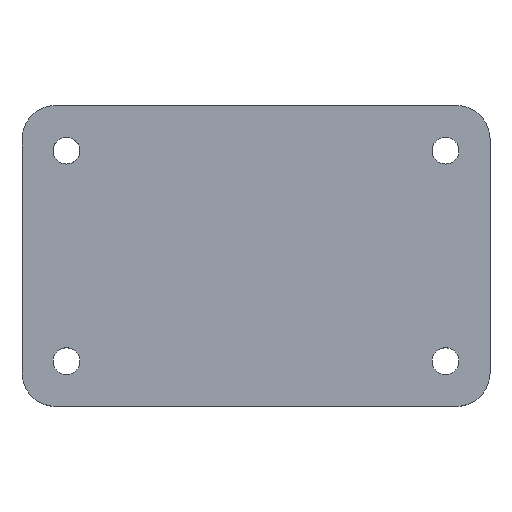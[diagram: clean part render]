
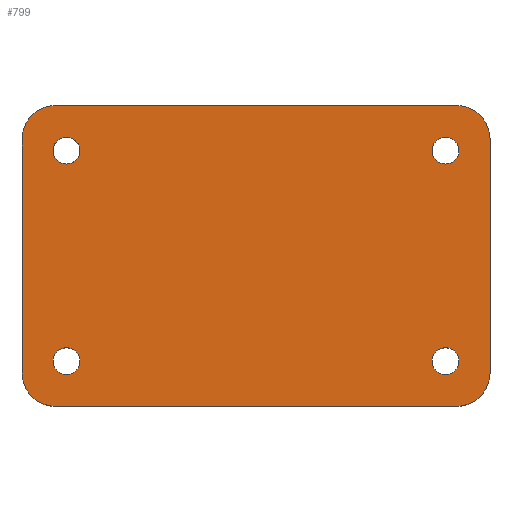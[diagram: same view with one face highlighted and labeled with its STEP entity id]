
A CAD part, top view. The second image highlights one B-rep face of the part: STEP entity #799.
In plain terms, the highlighted planar face has unit normal (0, 0, 1).
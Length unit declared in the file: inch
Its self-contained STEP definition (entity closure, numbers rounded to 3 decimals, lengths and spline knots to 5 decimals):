
#25=FACE_BOUND('',#286,.T.);
#26=FACE_BOUND('',#287,.T.);
#27=FACE_BOUND('',#288,.T.);
#28=FACE_BOUND('',#289,.T.);
#43=PLANE('',#903);
#87=LINE('',#1327,#145);
#91=LINE('',#1337,#149);
#94=LINE('',#1345,#152);
#97=LINE('',#1354,#155);
#145=VECTOR('',#1052,0.3937);
#149=VECTOR('',#1062,0.3937);
#152=VECTOR('',#1071,0.3937);
#155=VECTOR('',#1084,0.3937);
#235=FACE_OUTER_BOUND('',#285,.T.);
#285=EDGE_LOOP('',(#707,#708,#709,#710,#711,#712,#713,#714));
#286=EDGE_LOOP('',(#715));
#287=EDGE_LOOP('',(#716));
#288=EDGE_LOOP('',(#717));
#289=EDGE_LOOP('',(#718));
#313=CIRCLE('',#875,0.25);
#314=CIRCLE('',#878,0.25);
#315=CIRCLE('',#881,0.25);
#316=CIRCLE('',#883,0.25);
#321=CIRCLE('',#896,0.1005);
#322=CIRCLE('',#898,0.1005);
#323=CIRCLE('',#900,0.1005);
#324=CIRCLE('',#902,0.1005);
#379=VERTEX_POINT('',#1324);
#380=VERTEX_POINT('',#1326);
#381=VERTEX_POINT('',#1330);
#382=VERTEX_POINT('',#1331);
#383=VERTEX_POINT('',#1336);
#384=VERTEX_POINT('',#1340);
#385=VERTEX_POINT('',#1344);
#386=VERTEX_POINT('',#1350);
#391=VERTEX_POINT('',#1375);
#392=VERTEX_POINT('',#1379);
#393=VERTEX_POINT('',#1383);
#394=VERTEX_POINT('',#1387);
#471=EDGE_CURVE('',#380,#379,#87,.T.);
#473=EDGE_CURVE('',#381,#382,#313,.T.);
#476=EDGE_CURVE('',#382,#383,#91,.T.);
#478=EDGE_CURVE('',#383,#384,#314,.T.);
#480=EDGE_CURVE('',#384,#385,#94,.T.);
#482=EDGE_CURVE('',#385,#380,#315,.T.);
#483=EDGE_CURVE('',#379,#386,#316,.T.);
#485=EDGE_CURVE('',#386,#381,#97,.T.);
#496=EDGE_CURVE('',#391,#391,#321,.T.);
#498=EDGE_CURVE('',#392,#392,#322,.T.);
#500=EDGE_CURVE('',#393,#393,#323,.T.);
#502=EDGE_CURVE('',#394,#394,#324,.T.);
#707=ORIENTED_EDGE('',*,*,#485,.T.);
#708=ORIENTED_EDGE('',*,*,#473,.T.);
#709=ORIENTED_EDGE('',*,*,#476,.T.);
#710=ORIENTED_EDGE('',*,*,#478,.T.);
#711=ORIENTED_EDGE('',*,*,#480,.T.);
#712=ORIENTED_EDGE('',*,*,#482,.T.);
#713=ORIENTED_EDGE('',*,*,#471,.T.);
#714=ORIENTED_EDGE('',*,*,#483,.T.);
#715=ORIENTED_EDGE('',*,*,#502,.T.);
#716=ORIENTED_EDGE('',*,*,#500,.T.);
#717=ORIENTED_EDGE('',*,*,#498,.T.);
#718=ORIENTED_EDGE('',*,*,#496,.T.);
#799=ADVANCED_FACE('',(#235,#25,#26,#27,#28),#43,.T.);
#875=AXIS2_PLACEMENT_3D('',#1332,#1056,#1057);
#878=AXIS2_PLACEMENT_3D('',#1341,#1066,#1067);
#881=AXIS2_PLACEMENT_3D('',#1348,#1075,#1076);
#883=AXIS2_PLACEMENT_3D('',#1351,#1079,#1080);
#896=AXIS2_PLACEMENT_3D('',#1377,#1113,#1114);
#898=AXIS2_PLACEMENT_3D('',#1381,#1118,#1119);
#900=AXIS2_PLACEMENT_3D('',#1385,#1123,#1124);
#902=AXIS2_PLACEMENT_3D('',#1389,#1128,#1129);
#903=AXIS2_PLACEMENT_3D('',#1390,#1130,#1131);
#1052=DIRECTION('',(0.,1.,0.));
#1056=DIRECTION('center_axis',(0.,0.,1.));
#1057=DIRECTION('ref_axis',(0.,1.,0.));
#1062=DIRECTION('',(0.,-1.,0.));
#1066=DIRECTION('center_axis',(0.,0.,1.));
#1067=DIRECTION('ref_axis',(-1.,0.,0.));
#1071=DIRECTION('',(1.,0.,0.));
#1075=DIRECTION('center_axis',(0.,0.,1.));
#1076=DIRECTION('ref_axis',(0.,-1.,0.));
#1079=DIRECTION('center_axis',(0.,0.,1.));
#1080=DIRECTION('ref_axis',(1.,0.,0.));
#1084=DIRECTION('',(-1.,0.,0.));
#1113=DIRECTION('center_axis',(0.,0.,-1.));
#1114=DIRECTION('ref_axis',(-1.,0.,0.));
#1118=DIRECTION('center_axis',(0.,0.,-1.));
#1119=DIRECTION('ref_axis',(-1.,0.,0.));
#1123=DIRECTION('center_axis',(0.,0.,-1.));
#1124=DIRECTION('ref_axis',(-1.,0.,0.));
#1128=DIRECTION('center_axis',(0.,0.,-1.));
#1129=DIRECTION('ref_axis',(-1.,0.,0.));
#1130=DIRECTION('center_axis',(0.,0.,1.));
#1131=DIRECTION('ref_axis',(1.,0.,0.));
#1324=CARTESIAN_POINT('',(1.74987,0.87479,0.));
#1326=CARTESIAN_POINT('',(1.74987,-0.87521,0.));
#1327=CARTESIAN_POINT('',(1.74987,-0.87521,0.));
#1330=CARTESIAN_POINT('',(-1.50013,1.12479,0.));
#1331=CARTESIAN_POINT('',(-1.75013,0.87479,0.));
#1332=CARTESIAN_POINT('Origin',(-1.50013,0.87479,0.));
#1336=CARTESIAN_POINT('',(-1.75013,-0.87521,0.));
#1337=CARTESIAN_POINT('',(-1.75013,0.87479,0.));
#1340=CARTESIAN_POINT('',(-1.50013,-1.12521,0.));
#1341=CARTESIAN_POINT('Origin',(-1.50013,-0.87521,0.));
#1344=CARTESIAN_POINT('',(1.49987,-1.12521,0.));
#1345=CARTESIAN_POINT('',(-1.50013,-1.12521,0.));
#1348=CARTESIAN_POINT('Origin',(1.49987,-0.87521,0.));
#1350=CARTESIAN_POINT('',(1.49987,1.12479,0.));
#1351=CARTESIAN_POINT('Origin',(1.49987,0.87479,0.));
#1354=CARTESIAN_POINT('',(1.49987,1.12479,0.));
#1375=CARTESIAN_POINT('',(1.51782,0.7874,0.));
#1377=CARTESIAN_POINT('Origin',(1.41732,0.7874,0.));
#1379=CARTESIAN_POINT('',(-1.31682,0.7874,0.));
#1381=CARTESIAN_POINT('Origin',(-1.41732,0.7874,0.));
#1383=CARTESIAN_POINT('',(1.51782,-0.7874,0.));
#1385=CARTESIAN_POINT('Origin',(1.41732,-0.7874,0.));
#1387=CARTESIAN_POINT('',(-1.31682,-0.7874,0.));
#1389=CARTESIAN_POINT('Origin',(-1.41732,-0.7874,0.));
#1390=CARTESIAN_POINT('Origin',(0.,0.,
0.));
